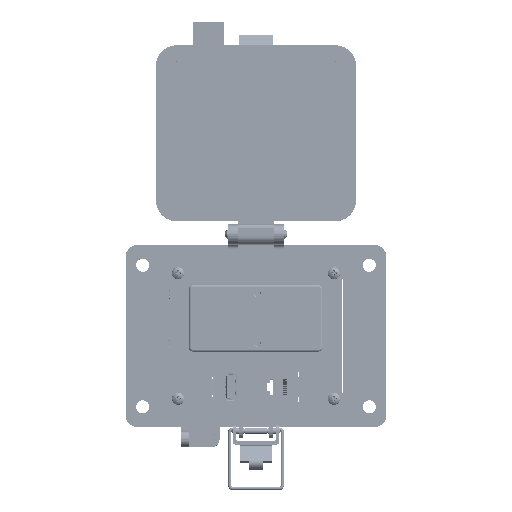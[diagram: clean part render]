
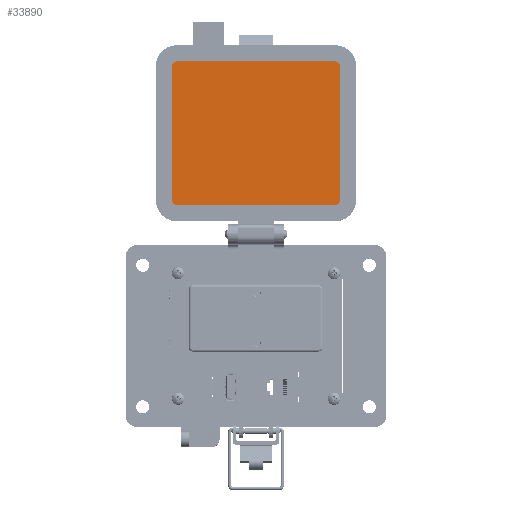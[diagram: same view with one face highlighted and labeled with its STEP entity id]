
A CAD part, top view. The second image highlights one B-rep face of the part: STEP entity #33890.
In plain terms, the highlighted planar face has unit normal (0, 0, 1).
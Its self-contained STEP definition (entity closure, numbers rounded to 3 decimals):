
#8517 = CIRCLE ( 'NONE', #178934, 2.299 ) ;
#11667 = EDGE_CURVE ( 'NONE', #148989, #32703, #75799, .T. ) ;
#14897 = ORIENTED_EDGE ( 'NONE', *, *, #110609, .F. ) ;
#32082 = VERTEX_POINT ( 'NONE', #226127 ) ;
#32392 = CARTESIAN_POINT ( 'NONE',  ( -42.469, 60.004, 19.202 ) ) ;
#32703 = VERTEX_POINT ( 'NONE', #61691 ) ;
#33890 = ADVANCED_FACE ( 'NONE', ( #130974 ), #129722, .T. ) ;
#34522 = VERTEX_POINT ( 'NONE', #44668 ) ;
#36639 = ORIENTED_EDGE ( 'NONE', *, *, #145320, .F. ) ;
#38137 = CARTESIAN_POINT ( 'NONE',  ( -44.769, 93.196, 19.202 ) ) ;
#40117 = DIRECTION ( 'NONE',  ( 0., 0., -1. ) ) ;
#41323 = ORIENTED_EDGE ( 'NONE', *, *, #91360, .F. ) ;
#41728 = EDGE_CURVE ( 'NONE', #249478, #146655, #213508, .T. ) ;
#44668 = CARTESIAN_POINT ( 'NONE',  ( -42.469, 57.705, 19.202 ) ) ;
#49941 = CARTESIAN_POINT ( 'NONE',  ( -44.769, 60.004, 19.202 ) ) ;
#61691 = CARTESIAN_POINT ( 'NONE',  ( 35.912, 128.688, 19.202 ) ) ;
#69046 = LINE ( 'NONE', #86913, #72955 ) ;
#72955 = VECTOR ( 'NONE', #109748, 1000. ) ;
#74960 = DIRECTION ( 'NONE',  ( 0., 0., 1. ) ) ;
#75799 = LINE ( 'NONE', #230805, #153793 ) ;
#83437 = DIRECTION ( 'NONE',  ( 0., -1., 0. ) ) ;
#86913 = CARTESIAN_POINT ( 'NONE',  ( 38.212, 93.196, 19.202 ) ) ;
#88439 = DIRECTION ( 'NONE',  ( 0., 0., -1. ) ) ;
#90995 = VECTOR ( 'NONE', #92938, 1000. ) ;
#91360 = EDGE_CURVE ( 'NONE', #32703, #188833, #8517, .T. ) ;
#92938 = DIRECTION ( 'NONE',  ( 0., 1., 0. ) ) ;
#98630 = CARTESIAN_POINT ( 'NONE',  ( -42.469, 126.389, 19.202 ) ) ;
#99813 = AXIS2_PLACEMENT_3D ( 'NONE', #98630, #40117, #191472 ) ;
#104250 = AXIS2_PLACEMENT_3D ( 'NONE', #32392, #132770, #169670 ) ;
#104885 = EDGE_CURVE ( 'NONE', #32082, #216681, #112492, .T. ) ;
#105003 = DIRECTION ( 'NONE',  ( 1., 0., 0. ) ) ;
#106291 = DIRECTION ( 'NONE',  ( 0., 0., -1. ) ) ;
#108763 = CARTESIAN_POINT ( 'NONE',  ( 35.912, 126.389, 19.202 ) ) ;
#109748 = DIRECTION ( 'NONE',  ( 0., -1., 0. ) ) ;
#110034 = ORIENTED_EDGE ( 'NONE', *, *, #41728, .F. ) ;
#110484 = ORIENTED_EDGE ( 'NONE', *, *, #210715, .F. ) ;
#110609 = EDGE_CURVE ( 'NONE', #188833, #32082, #69046, .T. ) ;
#112492 = CIRCLE ( 'NONE', #209897, 2.299 ) ;
#115221 = DIRECTION ( 'NONE',  ( 1., 0., 0. ) ) ;
#124175 = CIRCLE ( 'NONE', #99813, 2.299 ) ;
#125328 = CARTESIAN_POINT ( 'NONE',  ( -44.769, 126.389, 19.202 ) ) ;
#129722 = PLANE ( 'NONE',  #175916 ) ;
#130974 = FACE_OUTER_BOUND ( 'NONE', #225202, .T. ) ;
#132770 = DIRECTION ( 'NONE',  ( 0., 0., -1. ) ) ;
#134892 = CARTESIAN_POINT ( 'NONE',  ( 35.912, 57.705, 19.202 ) ) ;
#145320 = EDGE_CURVE ( 'NONE', #216681, #34522, #186862, .T. ) ;
#146655 = VERTEX_POINT ( 'NONE', #125328 ) ;
#147465 = CARTESIAN_POINT ( 'NONE',  ( -3.279, 57.705, 19.202 ) ) ;
#148989 = VERTEX_POINT ( 'NONE', #165010 ) ;
#153281 = CARTESIAN_POINT ( 'NONE',  ( 38.212, 126.389, 19.202 ) ) ;
#153793 = VECTOR ( 'NONE', #115221, 1000. ) ;
#165010 = CARTESIAN_POINT ( 'NONE',  ( -42.469, 128.688, 19.202 ) ) ;
#169090 = CARTESIAN_POINT ( 'NONE',  ( 39.871, 130.108, 19.202 ) ) ;
#169670 = DIRECTION ( 'NONE',  ( 1., 0., 0. ) ) ;
#170288 = DIRECTION ( 'NONE',  ( -1., 0., 0. ) ) ;
#174623 = ORIENTED_EDGE ( 'NONE', *, *, #104885, .F. ) ;
#175916 = AXIS2_PLACEMENT_3D ( 'NONE', #169090, #74960, #247785 ) ;
#177159 = CIRCLE ( 'NONE', #104250, 2.299 ) ;
#178934 = AXIS2_PLACEMENT_3D ( 'NONE', #108763, #88439, #105003 ) ;
#182494 = VECTOR ( 'NONE', #170288, 1000. ) ;
#186862 = LINE ( 'NONE', #147465, #182494 ) ;
#188833 = VERTEX_POINT ( 'NONE', #153281 ) ;
#191472 = DIRECTION ( 'NONE',  ( 0., -1., 0. ) ) ;
#201777 = EDGE_CURVE ( 'NONE', #146655, #148989, #124175, .T. ) ;
#209897 = AXIS2_PLACEMENT_3D ( 'NONE', #218119, #106291, #83437 ) ;
#210715 = EDGE_CURVE ( 'NONE', #34522, #249478, #177159, .T. ) ;
#213508 = LINE ( 'NONE', #38137, #90995 ) ;
#216681 = VERTEX_POINT ( 'NONE', #134892 ) ;
#218119 = CARTESIAN_POINT ( 'NONE',  ( 35.912, 60.004, 19.202 ) ) ;
#225202 = EDGE_LOOP ( 'NONE', ( #174623, #14897, #41323, #234254, #229592, #110034, #110484, #36639 ) ) ;
#226127 = CARTESIAN_POINT ( 'NONE',  ( 38.212, 60.004, 19.202 ) ) ;
#229592 = ORIENTED_EDGE ( 'NONE', *, *, #201777, .F. ) ;
#230805 = CARTESIAN_POINT ( 'NONE',  ( -3.279, 128.688, 19.202 ) ) ;
#234254 = ORIENTED_EDGE ( 'NONE', *, *, #11667, .F. ) ;
#247785 = DIRECTION ( 'NONE',  ( -1., 0., 0. ) ) ;
#249478 = VERTEX_POINT ( 'NONE', #49941 ) ;
